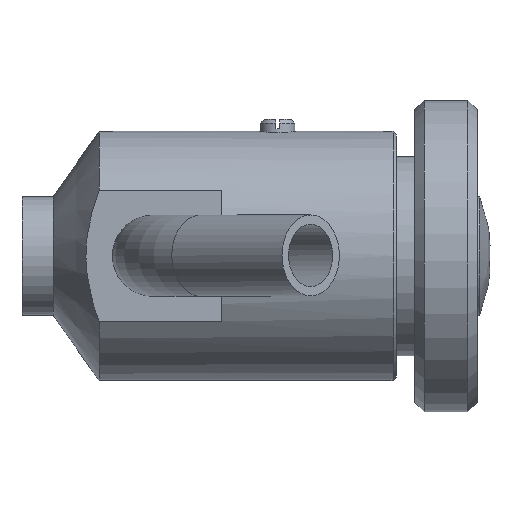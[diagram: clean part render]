
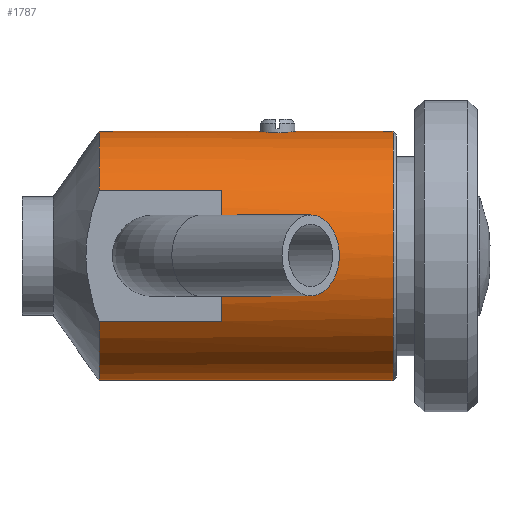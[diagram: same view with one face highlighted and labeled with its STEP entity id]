
A CAD part, top view. The second image highlights one B-rep face of the part: STEP entity #1787.
In plain terms, the highlighted cylindrical face has radius 20 mm (diameter 40 mm), a full revolution.
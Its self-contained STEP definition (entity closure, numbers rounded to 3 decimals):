
#1293=CARTESIAN_POINT('',(41.0,19.774,-3.));
#1294=VERTEX_POINT('',#1293);
#1295=CARTESIAN_POINT('',(41.0,19.774,-3.));
#1296=CARTESIAN_POINT('',(41.377,19.774,-3.));
#1297=CARTESIAN_POINT('',(41.779,19.786,-2.924));
#1298=CARTESIAN_POINT('',(42.518,19.828,-2.618));
#1299=CARTESIAN_POINT('',(42.855,19.859,-2.387));
#1300=CARTESIAN_POINT('',(43.387,19.916,-1.855));
#1301=CARTESIAN_POINT('',(43.618,19.946,-1.518));
#1302=CARTESIAN_POINT('',(43.924,19.988,-0.779));
#1303=CARTESIAN_POINT('',(44.,20.,-0.377));
#1304=CARTESIAN_POINT('',(44.,20.,0.377));
#1305=CARTESIAN_POINT('',(43.924,19.988,0.779));
#1306=CARTESIAN_POINT('',(43.618,19.946,1.518));
#1307=CARTESIAN_POINT('',(43.387,19.916,1.855));
#1308=CARTESIAN_POINT('',(42.855,19.859,2.387));
#1309=CARTESIAN_POINT('',(42.518,19.828,2.618));
#1310=CARTESIAN_POINT('',(41.779,19.786,2.924));
#1311=CARTESIAN_POINT('',(41.377,19.774,3.));
#1312=CARTESIAN_POINT('',(40.623,19.774,3.));
#1313=CARTESIAN_POINT('',(40.221,19.786,2.924));
#1314=CARTESIAN_POINT('',(39.482,19.828,2.618));
#1315=CARTESIAN_POINT('',(39.145,19.859,2.387));
#1316=CARTESIAN_POINT('',(38.613,19.916,1.855));
#1317=CARTESIAN_POINT('',(38.382,19.946,1.518));
#1318=CARTESIAN_POINT('',(38.076,19.988,0.779));
#1319=CARTESIAN_POINT('',(38.0,20.,0.377));
#1320=CARTESIAN_POINT('',(38.0,20.,-0.377));
#1321=CARTESIAN_POINT('',(38.076,19.988,-0.779));
#1322=CARTESIAN_POINT('',(38.382,19.946,-1.518));
#1323=CARTESIAN_POINT('',(38.613,19.916,-1.855));
#1324=CARTESIAN_POINT('',(39.145,19.859,-2.387));
#1325=CARTESIAN_POINT('',(39.482,19.828,-2.618));
#1326=CARTESIAN_POINT('',(40.221,19.786,-2.924));
#1327=CARTESIAN_POINT('',(40.623,19.774,-3.));
#1328=CARTESIAN_POINT('',(41.0,19.774,-3.));
#1329=B_SPLINE_CURVE_WITH_KNOTS('',3,(#1295,#1296,#1297,#1298,#1299,#1300,#1301,#1302,#1303,#1304,#1305,#1306,#1307,#1308,#1309,#1310,#1311,#1312,#1313,#1314,#1315,#1316,#1317,#1318,#1319,#1320,#1321,#1322,#1323,#1324,#1325,#1326,#1327,#1328),.UNSPECIFIED.,.T.,.U.,(4,2,2,2,2,2,2,2,2,2,2,2,2,2,2,2,4),(0.0,0.113,0.226,0.34,0.453,0.566,0.679,0.792,0.906,1.019,1.132,1.245,1.358,1.471,1.585,1.698,1.811),.UNSPECIFIED.);
#1330=EDGE_CURVE('',#1294,#1294,#1329,.T.);
#1483=CARTESIAN_POINT('',(32.0,10.536,-17.0));
#1484=VERTEX_POINT('',#1483);
#1485=CARTESIAN_POINT('',(32.0,-10.536,-17.0));
#1486=VERTEX_POINT('',#1485);
#1493=CARTESIAN_POINT('',(32.0,0.0,0.0));
#1494=DIRECTION('',(1.0,0.0,0.0));
#1495=DIRECTION('',(0.0,1.0,0.0));
#1496=AXIS2_PLACEMENT_3D('',#1493,#1494,#1495);
#1497=CIRCLE('',#1496,20.);
#1498=EDGE_CURVE('',#1486,#1484,#1497,.T.);
#1555=CARTESIAN_POINT('',(12.352,10.536,-17.0));
#1556=VERTEX_POINT('',#1555);
#1570=CARTESIAN_POINT('',(32.0,10.536,-17.));
#1571=DIRECTION('',(-1.0,0.0,0.0));
#1572=VECTOR('',#1571,19.648);
#1573=LINE('',#1570,#1572);
#1574=EDGE_CURVE('',#1484,#1556,#1573,.T.);
#1577=CARTESIAN_POINT('',(12.352,-10.536,-17.0));
#1578=VERTEX_POINT('',#1577);
#1579=CARTESIAN_POINT('',(12.352,-10.536,-17.0));
#1580=DIRECTION('',(1.0,0.0,0.0));
#1581=VECTOR('',#1580,19.648);
#1582=LINE('',#1579,#1581);
#1583=EDGE_CURVE('',#1578,#1486,#1582,.T.);
#1664=CARTESIAN_POINT('',(12.352,-10.536,17.0));
#1665=VERTEX_POINT('',#1664);
#1679=CARTESIAN_POINT('',(32.0,-10.536,17.0));
#1680=VERTEX_POINT('',#1679);
#1681=CARTESIAN_POINT('',(32.0,-10.536,17.));
#1682=DIRECTION('',(-1.0,0.0,0.0));
#1683=VECTOR('',#1682,19.648);
#1684=LINE('',#1681,#1683);
#1685=EDGE_CURVE('',#1680,#1665,#1684,.T.);
#1687=CARTESIAN_POINT('',(32.0,10.536,17.0));
#1688=VERTEX_POINT('',#1687);
#1695=CARTESIAN_POINT('',(12.352,10.536,17.0));
#1696=VERTEX_POINT('',#1695);
#1697=CARTESIAN_POINT('',(12.352,10.536,17.));
#1698=DIRECTION('',(1.0,0.0,0.0));
#1699=VECTOR('',#1698,19.648);
#1700=LINE('',#1697,#1699);
#1701=EDGE_CURVE('',#1696,#1688,#1700,.T.);
#1736=CARTESIAN_POINT('',(32.0,0.0,0.0));
#1737=DIRECTION('',(1.0,0.0,0.0));
#1738=DIRECTION('',(0.0,1.0,0.0));
#1739=AXIS2_PLACEMENT_3D('',#1736,#1737,#1738);
#1740=CIRCLE('',#1739,20.);
#1741=EDGE_CURVE('',#1688,#1680,#1740,.T.);
#1746=CARTESIAN_POINT('',(36.176,0.0,0.0));
#1747=DIRECTION('',(1.0,0.0,0.0));
#1748=DIRECTION('',(0.0,1.0,0.0));
#1749=AXIS2_PLACEMENT_3D('',#1746,#1747,#1748);
#1750=CYLINDRICAL_SURFACE('',#1749,20.);
#1751=ORIENTED_EDGE('',*,*,#1583,.T.);
#1752=ORIENTED_EDGE('',*,*,#1498,.T.);
#1753=ORIENTED_EDGE('',*,*,#1574,.T.);
#1754=CARTESIAN_POINT('',(12.352,0.0,0.0));
#1755=DIRECTION('',(1.0,0.0,0.0));
#1756=DIRECTION('',(0.0,1.0,0.0));
#1757=AXIS2_PLACEMENT_3D('',#1754,#1755,#1756);
#1758=CIRCLE('',#1757,20.);
#1759=EDGE_CURVE('',#1556,#1696,#1758,.T.);
#1760=ORIENTED_EDGE('',*,*,#1759,.T.);
#1761=ORIENTED_EDGE('',*,*,#1701,.T.);
#1762=ORIENTED_EDGE('',*,*,#1741,.T.);
#1763=ORIENTED_EDGE('',*,*,#1685,.T.);
#1764=CARTESIAN_POINT('',(12.352,0.0,0.0));
#1765=DIRECTION('',(1.0,0.0,0.0));
#1766=DIRECTION('',(0.0,1.0,0.0));
#1767=AXIS2_PLACEMENT_3D('',#1764,#1765,#1766);
#1768=CIRCLE('',#1767,20.);
#1769=EDGE_CURVE('',#1665,#1578,#1768,.T.);
#1770=ORIENTED_EDGE('',*,*,#1769,.T.);
#1771=EDGE_LOOP('',(#1751,#1752,#1753,#1760,#1761,#1762,#1763,#1770));
#1772=FACE_OUTER_BOUND('',#1771,.T.);
#1773=ORIENTED_EDGE('',*,*,#1330,.T.);
#1774=EDGE_LOOP('',(#1773));
#1775=FACE_BOUND('',#1774,.T.);
#1776=CARTESIAN_POINT('',(59.5,20.,0.));
#1777=VERTEX_POINT('',#1776);
#1778=CARTESIAN_POINT('',(59.5,0.0,0.0));
#1779=DIRECTION('',(1.0,0.0,0.0));
#1780=DIRECTION('',(0.0,-1.0,0.0));
#1781=AXIS2_PLACEMENT_3D('',#1778,#1779,#1780);
#1782=CIRCLE('',#1781,20.);
#1783=EDGE_CURVE('',#1777,#1777,#1782,.T.);
#1784=ORIENTED_EDGE('',*,*,#1783,.F.);
#1785=EDGE_LOOP('',(#1784));
#1786=FACE_BOUND('',#1785,.T.);
#1787=ADVANCED_FACE('',(#1772,#1775,#1786),#1750,.T.);
